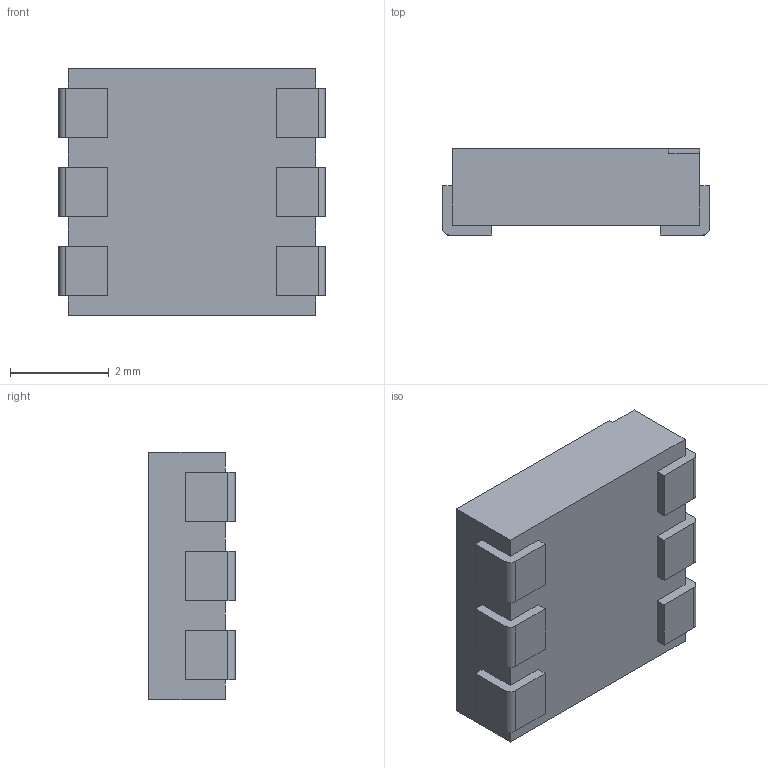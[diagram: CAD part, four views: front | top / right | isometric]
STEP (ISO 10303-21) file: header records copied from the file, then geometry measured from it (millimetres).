
FILE_DESCRIPTION (( 'STEP AP214' ), '1' );
FILE_NAME ('User Library-11821.STEP', '2019-11-22T08:05:02', ( '' ), ( '' ), 'SwSTEP 2.0', 'SolidWorks 2019', '' );
FILE_SCHEMA (( 'AUTOMOTIVE_DESIGN' ));
Length unit declared in the file: millimetre
Products named in the file (1): User Library-11821
Bounding box: 5.4 x 1.75 x 5 mm (x, y, z)
Volume: 38.6 mm3; surface area: 91.3 mm2
Topology: 1 solids, 1 shells, 55 faces, 154 edges, 102 vertices
Faces by surface type: plane 45, cylinder 8, cone 2
Entity records: 1784 total; most frequent: CARTESIAN_POINT 312, ORIENTED_EDGE 308, DIRECTION 284, EDGE_CURVE 154, VECTOR 136, LINE 136, VERTEX_POINT 102, AXIS2_PLACEMENT_3D 74
